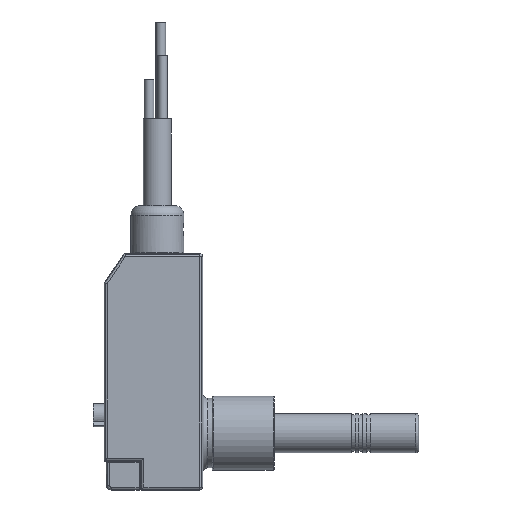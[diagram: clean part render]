
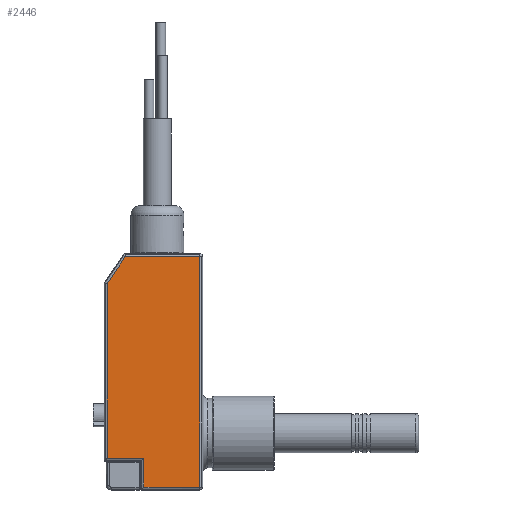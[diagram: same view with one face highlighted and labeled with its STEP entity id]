
A CAD part, front view. The second image highlights one B-rep face of the part: STEP entity #2446.
In plain terms, the highlighted planar face has unit normal (0, -1, 0).
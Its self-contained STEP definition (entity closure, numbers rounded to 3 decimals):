
#370 = CARTESIAN_POINT ( 'NONE',  ( -1.4, -5., -38.2 ) ) ;
#384 = CARTESIAN_POINT ( 'NONE',  ( 4.4, -5., -38.2 ) ) ;
#448 = VERTEX_POINT ( 'NONE', #6658 ) ;
#548 = VERTEX_POINT ( 'NONE', #4090 ) ;
#860 = CARTESIAN_POINT ( 'NONE',  ( 4.4, -5., -38.2 ) ) ;
#874 = CARTESIAN_POINT ( 'NONE',  ( -3.339, -5., -14.3 ) ) ;
#1003 = FACE_OUTER_BOUND ( 'NONE', #6115, .T. ) ;
#1006 = B_SPLINE_CURVE_WITH_KNOTS ( 'NONE', 3,
 ( #12178, #10344, #3446, #370 ),
 .UNSPECIFIED., .F., .F.,
 ( 4, 4 ),
 ( 0., 1. ),
 .UNSPECIFIED. ) ;
#1128 = PLANE ( 'NONE',  #7233 ) ;
#1192 = CARTESIAN_POINT ( 'NONE',  ( 4.7, -5., -14. ) ) ;
#1272 = B_SPLINE_CURVE_WITH_KNOTS ( 'NONE', 3,
 ( #9439, #8543, #9618, #860 ),
 .UNSPECIFIED., .F., .F.,
 ( 4, 4 ),
 ( 0., 1. ),
 .UNSPECIFIED. ) ;
#1356 = CARTESIAN_POINT ( 'NONE',  ( 4.4, -5., -14.3 ) ) ;
#1490 = EDGE_CURVE ( 'NONE', #6954, #5152, #1006, .T. ) ;
#1492 = CARTESIAN_POINT ( 'NONE',  ( -1.4, -5., -35.2 ) ) ;
#1554 = CARTESIAN_POINT ( 'NONE',  ( -3.96, -5., -15.23 ) ) ;
#1636 = CARTESIAN_POINT ( 'NONE',  ( -1.4, -5., -38.2 ) ) ;
#1815 = CARTESIAN_POINT ( 'NONE',  ( -5.2, -5., -35.2 ) ) ;
#1876 = CARTESIAN_POINT ( 'NONE',  ( -2.667, -5., -35.2 ) ) ;
#2095 = DIRECTION ( 'NONE',  ( 0., -1., 0. ) ) ;
#2364 = ORIENTED_EDGE ( 'NONE', *, *, #1490, .T. ) ;
#2384 = CARTESIAN_POINT ( 'NONE',  ( 4.4, -5., -22.267 ) ) ;
#2446 = ADVANCED_FACE ( 'NONE', ( #1003 ), #1128, .T. ) ;
#2451 = CARTESIAN_POINT ( 'NONE',  ( -5.2, -5., -17.091 ) ) ;
#2680 = CARTESIAN_POINT ( 'NONE',  ( 1.82, -5., -14.3 ) ) ;
#2838 = CARTESIAN_POINT ( 'NONE',  ( -5.2, -5., -17.091 ) ) ;
#3446 = CARTESIAN_POINT ( 'NONE',  ( -1.4, -5., -37.2 ) ) ;
#3625 = ORIENTED_EDGE ( 'NONE', *, *, #11264, .F. ) ;
#3722 = B_SPLINE_CURVE_WITH_KNOTS ( 'NONE', 3,
 ( #4157, #8183, #7293, #2451 ),
 .UNSPECIFIED., .F., .F.,
 ( 4, 4 ),
 ( 0., 1. ),
 .UNSPECIFIED. ) ;
#3818 = CARTESIAN_POINT ( 'NONE',  ( -0.76, -5., -14.3 ) ) ;
#4090 = CARTESIAN_POINT ( 'NONE',  ( -5.2, -5., -35.2 ) ) ;
#4157 = CARTESIAN_POINT ( 'NONE',  ( -5.2, -5., -35.2 ) ) ;
#4405 = VERTEX_POINT ( 'NONE', #1356 ) ;
#5045 = ORIENTED_EDGE ( 'NONE', *, *, #7334, .T. ) ;
#5093 = DIRECTION ( 'NONE',  ( 0., 0., -1. ) ) ;
#5152 = VERTEX_POINT ( 'NONE', #1636 ) ;
#5341 = ORIENTED_EDGE ( 'NONE', *, *, #5829, .F. ) ;
#5433 = ORIENTED_EDGE ( 'NONE', *, *, #6023, .F. ) ;
#5445 = CARTESIAN_POINT ( 'NONE',  ( -3.339, -5., -14.3 ) ) ;
#5829 = EDGE_CURVE ( 'NONE', #6954, #548, #9117, .T. ) ;
#6023 = EDGE_CURVE ( 'NONE', #11996, #6518, #6377, .T. ) ;
#6115 = EDGE_LOOP ( 'NONE', ( #3625, #5341, #2364, #11578, #5045, #9838, #5433 ) ) ;
#6272 = CARTESIAN_POINT ( 'NONE',  ( 4.4, -5., -14.3 ) ) ;
#6377 = B_SPLINE_CURVE_WITH_KNOTS ( 'NONE', 3,
 ( #6414, #7493, #1554, #5445 ),
 .UNSPECIFIED., .F., .F.,
 ( 4, 4 ),
 ( 0., 1. ),
 .UNSPECIFIED. ) ;
#6414 = CARTESIAN_POINT ( 'NONE',  ( -5.2, -5., -17.091 ) ) ;
#6518 = VERTEX_POINT ( 'NONE', #9826 ) ;
#6658 = CARTESIAN_POINT ( 'NONE',  ( 4.4, -5., -38.2 ) ) ;
#6954 = VERTEX_POINT ( 'NONE', #1492 ) ;
#7233 = AXIS2_PLACEMENT_3D ( 'NONE', #1192, #2095, #5093 ) ;
#7293 = CARTESIAN_POINT ( 'NONE',  ( -5.2, -5., -23.127 ) ) ;
#7334 = EDGE_CURVE ( 'NONE', #448, #4405, #11607, .T. ) ;
#7493 = CARTESIAN_POINT ( 'NONE',  ( -4.58, -5., -16.161 ) ) ;
#8183 = CARTESIAN_POINT ( 'NONE',  ( -5.2, -5., -29.164 ) ) ;
#8543 = CARTESIAN_POINT ( 'NONE',  ( 0.533, -5., -38.2 ) ) ;
#9024 = EDGE_CURVE ( 'NONE', #4405, #6518, #9203, .T. ) ;
#9117 = B_SPLINE_CURVE_WITH_KNOTS ( 'NONE', 3,
 ( #10630, #1876, #10563, #1815 ),
 .UNSPECIFIED., .F., .F.,
 ( 4, 4 ),
 ( 0., 1. ),
 .UNSPECIFIED. ) ;
#9203 = B_SPLINE_CURVE_WITH_KNOTS ( 'NONE', 3,
 ( #11425, #2680, #3818, #874 ),
 .UNSPECIFIED., .F., .F.,
 ( 4, 4 ),
 ( 0., 1. ),
 .UNSPECIFIED. ) ;
#9429 = EDGE_CURVE ( 'NONE', #5152, #448, #1272, .T. ) ;
#9439 = CARTESIAN_POINT ( 'NONE',  ( -1.4, -5., -38.2 ) ) ;
#9618 = CARTESIAN_POINT ( 'NONE',  ( 2.467, -5., -38.2 ) ) ;
#9826 = CARTESIAN_POINT ( 'NONE',  ( -3.339, -5., -14.3 ) ) ;
#9838 = ORIENTED_EDGE ( 'NONE', *, *, #9024, .T. ) ;
#10344 = CARTESIAN_POINT ( 'NONE',  ( -1.4, -5., -36.2 ) ) ;
#10563 = CARTESIAN_POINT ( 'NONE',  ( -3.933, -5., -35.2 ) ) ;
#10630 = CARTESIAN_POINT ( 'NONE',  ( -1.4, -5., -35.2 ) ) ;
#11124 = CARTESIAN_POINT ( 'NONE',  ( 4.4, -5., -30.233 ) ) ;
#11264 = EDGE_CURVE ( 'NONE', #548, #11996, #3722, .T. ) ;
#11425 = CARTESIAN_POINT ( 'NONE',  ( 4.4, -5., -14.3 ) ) ;
#11578 = ORIENTED_EDGE ( 'NONE', *, *, #9429, .T. ) ;
#11607 = B_SPLINE_CURVE_WITH_KNOTS ( 'NONE', 3,
 ( #384, #11124, #2384, #6272 ),
 .UNSPECIFIED., .F., .F.,
 ( 4, 4 ),
 ( 0., 1. ),
 .UNSPECIFIED. ) ;
#11996 = VERTEX_POINT ( 'NONE', #2838 ) ;
#12178 = CARTESIAN_POINT ( 'NONE',  ( -1.4, -5., -35.2 ) ) ;
